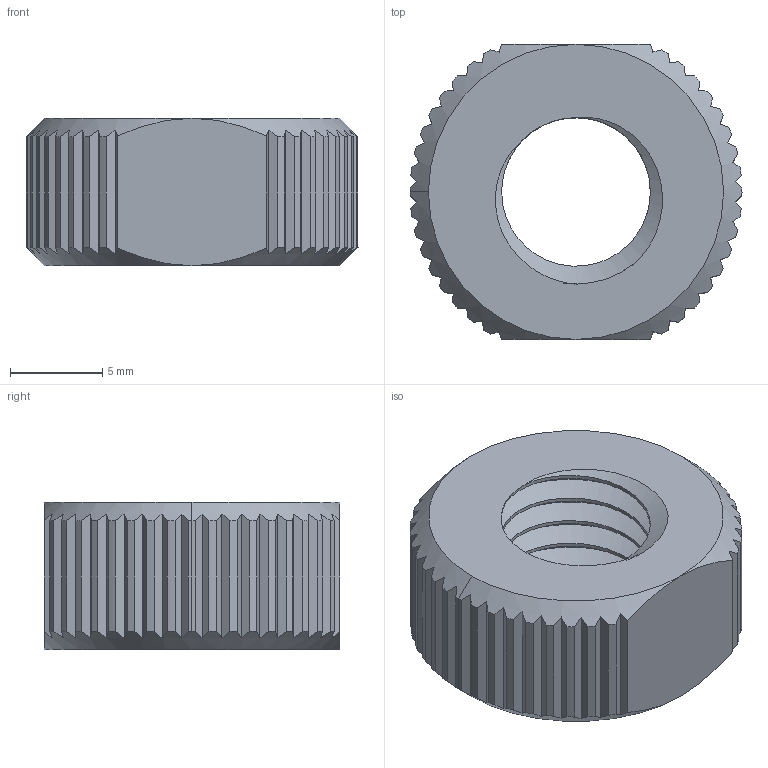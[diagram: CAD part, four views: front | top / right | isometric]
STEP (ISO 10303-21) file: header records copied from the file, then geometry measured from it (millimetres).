
FILE_DESCRIPTION (( 'STEP AP214' ), '1' );
FILE_NAME ('PENETRATOR-M-NUT-10-8-R2.STEP', '2018-10-16T20:00:10', ( '' ), ( '' ), 'SwSTEP 2.0', 'SolidWorks 2016', '' );
FILE_SCHEMA (( 'AUTOMOTIVE_DESIGN' ));
Length unit declared in the file: millimetre
Products named in the file (1): PENETRATOR-M-NUT-10-8-R2
Bounding box: 18 x 16 x 8 mm (x, y, z)
Volume: 1361.9 mm3; surface area: 1209.2 mm2
Topology: 1 solids, 1 shells, 132 faces, 385 edges, 255 vertices
Faces by surface type: plane 76, cylinder 47, cone 6, bspline 3
Entity records: 5701 total; most frequent: CARTESIAN_POINT 2490, ORIENTED_EDGE 770, DIRECTION 542, EDGE_CURVE 385, VERTEX_POINT 255, AXIS2_PLACEMENT_3D 210, B_SPLINE_CURVE_WITH_KNOTS 158, EDGE_LOOP 134
